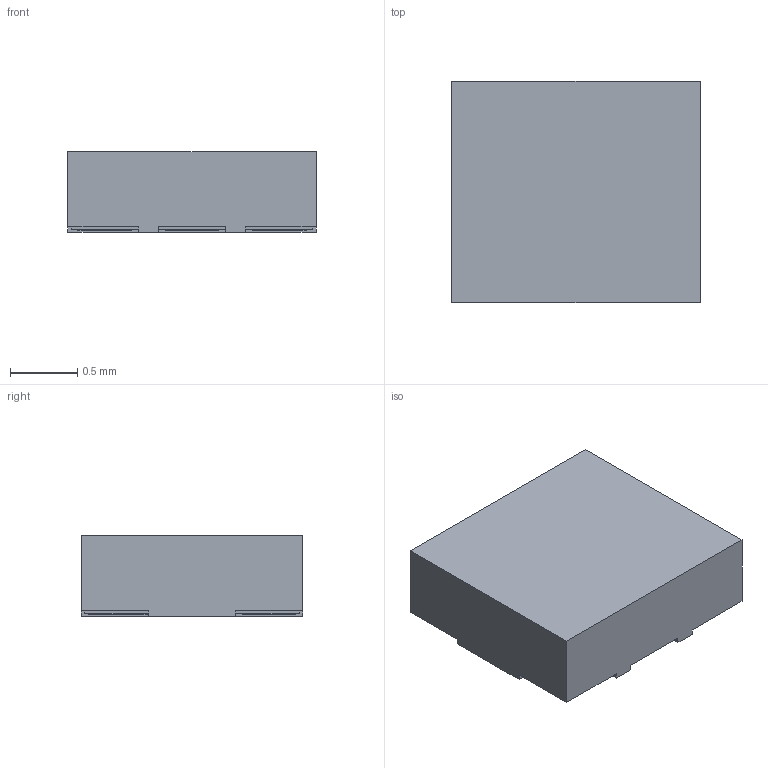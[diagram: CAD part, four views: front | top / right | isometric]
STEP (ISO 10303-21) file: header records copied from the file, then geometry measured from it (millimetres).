
FILE_DESCRIPTION (( 'STEP AP203' ), '1' );
FILE_NAME ('SFH_7016_20230525_geometry.STEP', '2023-05-25T12:30:51', ( '' ), ( '' ), 'SwSTEP 2.0', 'SolidWorks 2017', '' );
FILE_SCHEMA (( 'CONFIG_CONTROL_DESIGN' ));
Length unit declared in the file: millimetre
Products named in the file (1): SFH_7016_20230525_geometry
Bounding box: 1.85 x 1.65 x 0.6 mm (x, y, z)
Volume: 1.8 mm3; surface area: 10.5 mm2
Topology: 1 solids, 1 shells, 85 faces, 234 edges, 156 vertices
Faces by surface type: plane 85
Entity records: 2725 total; most frequent: CARTESIAN_POINT 476, ORIENTED_EDGE 468, DIRECTION 406, EDGE_CURVE 234, VECTOR 234, LINE 234, VERTEX_POINT 156, EDGE_LOOP 90
